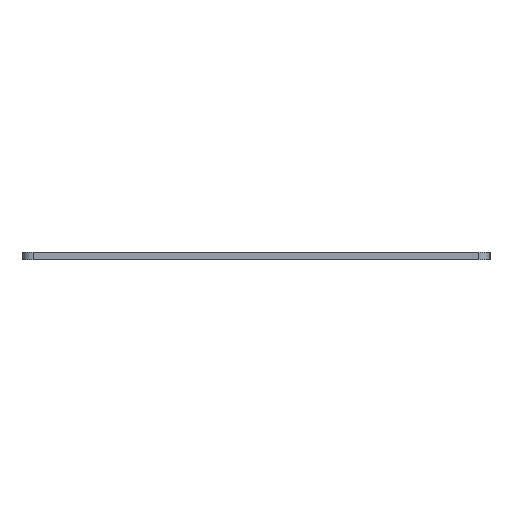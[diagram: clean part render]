
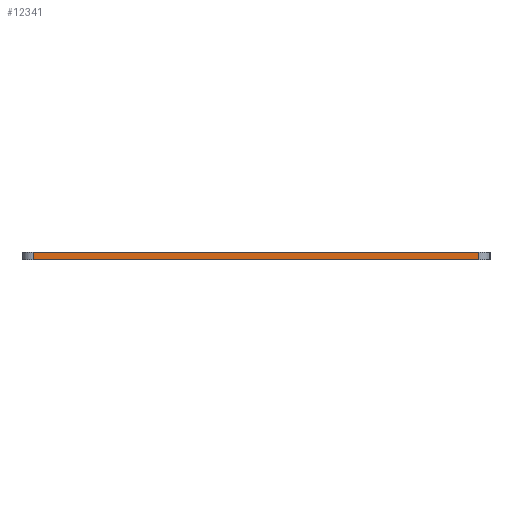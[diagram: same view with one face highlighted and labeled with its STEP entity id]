
A CAD part, left-side view. The second image highlights one B-rep face of the part: STEP entity #12341.
In plain terms, the highlighted planar face has unit normal (-1, 0, 0).
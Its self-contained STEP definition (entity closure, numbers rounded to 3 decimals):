
#437=PLANE('',#13561);
#1039=FACE_OUTER_BOUND('',#1645,.T.);
#1645=EDGE_LOOP('',(#10201,#10202,#10203,#10204));
#2969=LINE('',#20792,#4173);
#2970=LINE('',#20795,#4174);
#2971=LINE('',#20797,#4175);
#2972=LINE('',#20798,#4176);
#4173=VECTOR('',#17161,10.);
#4174=VECTOR('',#17164,10.);
#4175=VECTOR('',#17165,10.);
#4176=VECTOR('',#17166,10.);
#5989=VERTEX_POINT('',#20788);
#5990=VERTEX_POINT('',#20790);
#5991=VERTEX_POINT('',#20794);
#5992=VERTEX_POINT('',#20796);
#7793=EDGE_CURVE('',#5989,#5990,#2969,.T.);
#7794=EDGE_CURVE('',#5989,#5991,#2970,.T.);
#7795=EDGE_CURVE('',#5992,#5990,#2971,.T.);
#7796=EDGE_CURVE('',#5991,#5992,#2972,.T.);
#10201=ORIENTED_EDGE('',*,*,#7794,.F.);
#10202=ORIENTED_EDGE('',*,*,#7793,.T.);
#10203=ORIENTED_EDGE('',*,*,#7795,.F.);
#10204=ORIENTED_EDGE('',*,*,#7796,.F.);
#12341=ADVANCED_FACE('',(#1039),#437,.T.);
#13561=AXIS2_PLACEMENT_3D('',#20793,#17162,#17163);
#17161=DIRECTION('',(0.,0.,-1.));
#17162=DIRECTION('center_axis',(-1.,0.,0.));
#17163=DIRECTION('ref_axis',(0.,1.,0.));
#17164=DIRECTION('',(0.,-1.,0.));
#17165=DIRECTION('',(0.,1.,0.));
#17166=DIRECTION('',(0.,0.,-1.));
#20788=CARTESIAN_POINT('',(118.608,192.718,0.));
#20790=CARTESIAN_POINT('',(118.608,192.718,-1.5));
#20792=CARTESIAN_POINT('',(118.608,192.718,0.));
#20793=CARTESIAN_POINT('Origin',(118.608,101.968,0.));
#20794=CARTESIAN_POINT('',(118.608,101.968,0.));
#20795=CARTESIAN_POINT('',(118.608,192.718,0.));
#20796=CARTESIAN_POINT('',(118.608,101.968,-1.5));
#20797=CARTESIAN_POINT('',(118.608,192.718,-1.5));
#20798=CARTESIAN_POINT('',(118.608,101.968,0.));
